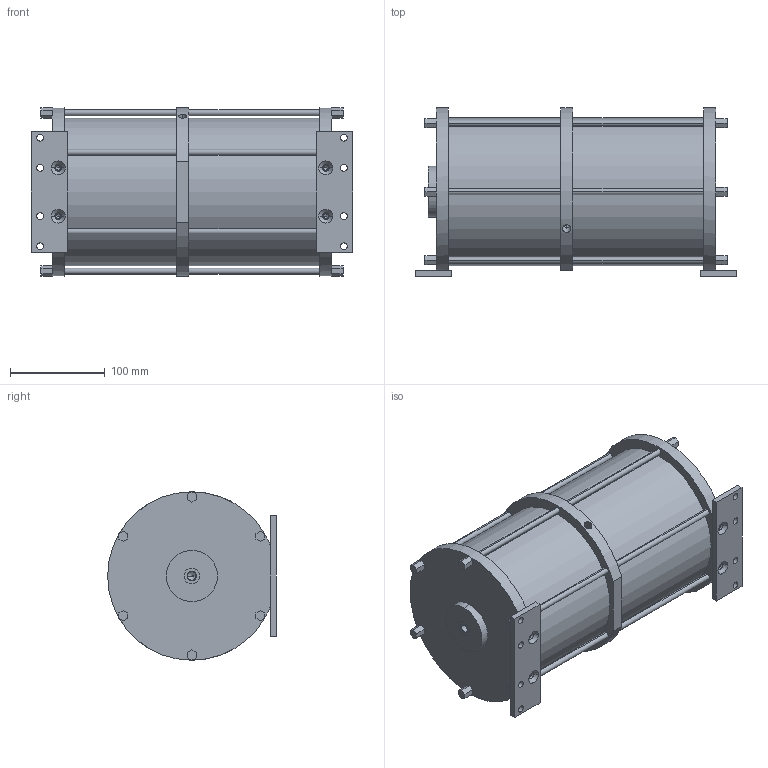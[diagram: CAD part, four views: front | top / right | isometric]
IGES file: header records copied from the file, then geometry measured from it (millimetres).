
Start section:  PTC IGES file: ilcm45500006.igs
Global section: file name: ilcm45500006.igs; native system: Creo Parametric by Parametric Technology Corporation; preprocessor: 2013320; author: twa; organization: Unknown; date: 20160309.092808; units: millimetre
Bounding box: 338.71 x 177.6 x 177.7 mm (x, y, z)
Surface area: 278460.7 mm2 (no closed solid volume)
Topology: 0 solids, 0 shells, 243 faces, 1731 edges, 2137 vertices
Faces by surface type: bspline 128, revolution 115
